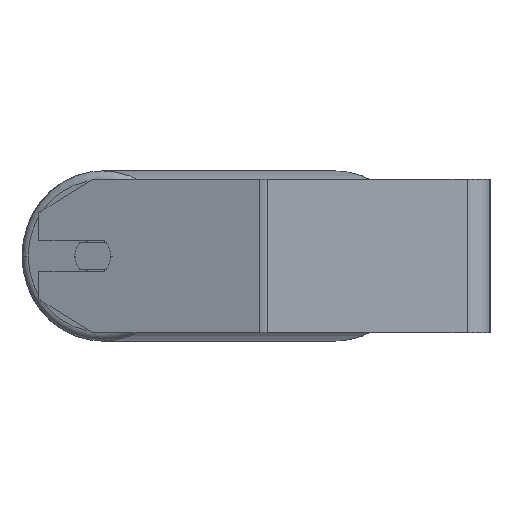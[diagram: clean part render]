
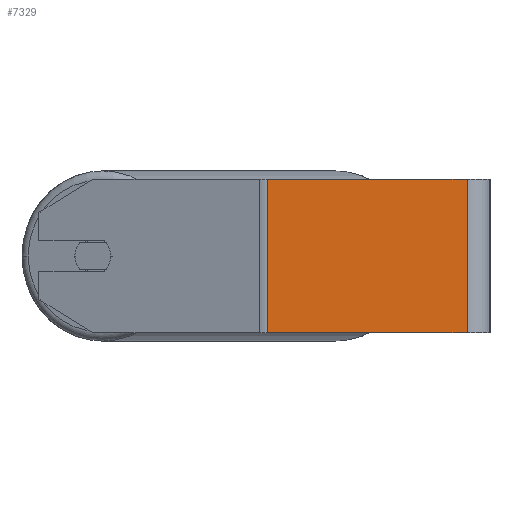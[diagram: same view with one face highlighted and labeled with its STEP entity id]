
A CAD part, left-side view. The second image highlights one B-rep face of the part: STEP entity #7329.
In plain terms, the highlighted planar face has unit normal (-1, 0, 0).
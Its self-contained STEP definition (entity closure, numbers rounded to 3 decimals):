
#299 = CARTESIAN_POINT ( 'NONE',  ( -405., 118.383, 40. ) ) ;
#512 = CARTESIAN_POINT ( 'NONE',  ( -405., 12., -40. ) ) ;
#774 = CARTESIAN_POINT ( 'NONE',  ( -405., 116.267, 40. ) ) ;
#917 = DIRECTION ( 'NONE',  ( 0., 0., -1. ) ) ;
#1167 = VERTEX_POINT ( 'NONE', #3088 ) ;
#1652 = LINE ( 'NONE', #7253, #3096 ) ;
#1960 = EDGE_CURVE ( 'NONE', #4704, #1167, #4888, .T. ) ;
#1988 = CARTESIAN_POINT ( 'NONE',  ( -405., 12., 40. ) ) ;
#2376 = EDGE_CURVE ( 'NONE', #1167, #6327, #1652, .T. ) ;
#2472 = CARTESIAN_POINT ( 'NONE',  ( -405., 12., 40. ) ) ;
#2577 = LINE ( 'NONE', #4291, #4662 ) ;
#2785 = AXIS2_PLACEMENT_3D ( 'NONE', #299, #6457, #3067 ) ;
#3067 = DIRECTION ( 'NONE',  ( 0., 0., -1. ) ) ;
#3088 = CARTESIAN_POINT ( 'NONE',  ( -405., 116.267, -40. ) ) ;
#3096 = VECTOR ( 'NONE', #7183, 1000. ) ;
#3251 = EDGE_LOOP ( 'NONE', ( #3960, #4373, #7258, #5810 ) ) ;
#3499 = EDGE_CURVE ( 'NONE', #4704, #6970, #2577, .T. ) ;
#3960 = ORIENTED_EDGE ( 'NONE', *, *, #2376, .T. ) ;
#4264 = FACE_OUTER_BOUND ( 'NONE', #3251, .T. ) ;
#4291 = CARTESIAN_POINT ( 'NONE',  ( -405., 118.383, 40. ) ) ;
#4373 = ORIENTED_EDGE ( 'NONE', *, *, #6181, .F. ) ;
#4662 = VECTOR ( 'NONE', #6041, 1000. ) ;
#4704 = VERTEX_POINT ( 'NONE', #6420 ) ;
#4743 = DIRECTION ( 'NONE',  ( 0., 0., -1. ) ) ;
#4888 = LINE ( 'NONE', #774, #7009 ) ;
#5343 = LINE ( 'NONE', #2472, #5871 ) ;
#5388 = PLANE ( 'NONE',  #2785 ) ;
#5810 = ORIENTED_EDGE ( 'NONE', *, *, #1960, .T. ) ;
#5871 = VECTOR ( 'NONE', #4743, 1000. ) ;
#6041 = DIRECTION ( 'NONE',  ( 0., -1., 0. ) ) ;
#6181 = EDGE_CURVE ( 'NONE', #6970, #6327, #5343, .T. ) ;
#6327 = VERTEX_POINT ( 'NONE', #512 ) ;
#6420 = CARTESIAN_POINT ( 'NONE',  ( -405., 116.267, 40. ) ) ;
#6457 = DIRECTION ( 'NONE',  ( 1., 0., 0. ) ) ;
#6970 = VERTEX_POINT ( 'NONE', #1988 ) ;
#7009 = VECTOR ( 'NONE', #917, 1000. ) ;
#7183 = DIRECTION ( 'NONE',  ( 0., -1., 0. ) ) ;
#7253 = CARTESIAN_POINT ( 'NONE',  ( -405., 118.383, -40. ) ) ;
#7258 = ORIENTED_EDGE ( 'NONE', *, *, #3499, .F. ) ;
#7329 = ADVANCED_FACE ( 'NONE', ( #4264 ), #5388, .F. ) ;
